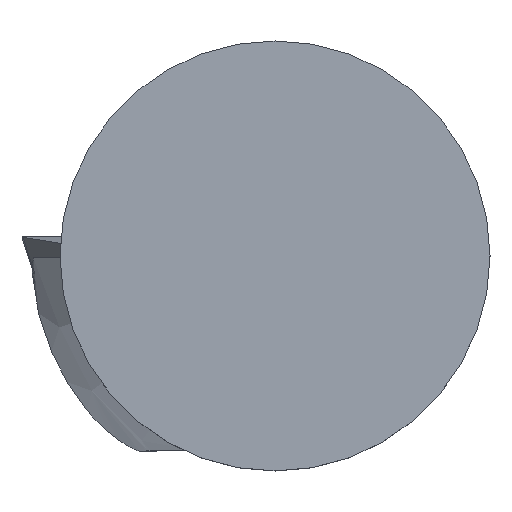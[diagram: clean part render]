
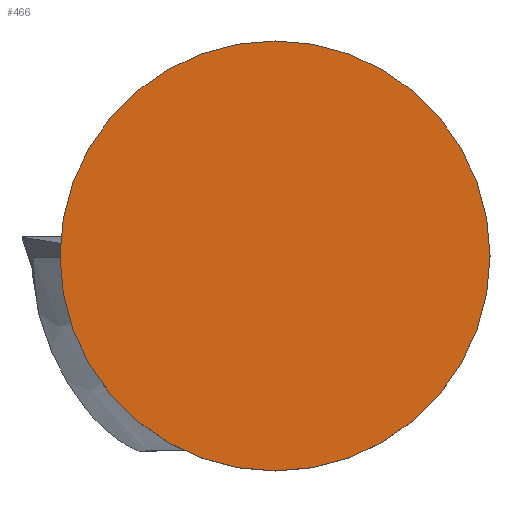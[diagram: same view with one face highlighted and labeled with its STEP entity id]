
A CAD part, top view. The second image highlights one B-rep face of the part: STEP entity #466.
In plain terms, the highlighted planar face has unit normal (0, 0, 1).
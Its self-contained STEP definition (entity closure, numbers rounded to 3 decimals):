
#180=EDGE_CURVE('240[2]',#527,#527,#528,.T.);
#466=ADVANCED_FACE('240[2]',(#925),#926,.T.);
#527=VERTEX_POINT('',#988);
#528=CIRCLE('',#989,5.0);
#925=FACE_OUTER_BOUND('',#1697,.T.);
#926=PLANE('',#1698);
#988=CARTESIAN_POINT('',(5.0,0.,0.0));
#989=AXIS2_PLACEMENT_3D('',#1778,#1779,#1780);
#1697=EDGE_LOOP('',(#2206));
#1698=AXIS2_PLACEMENT_3D('',#2207,#2208,#2209);
#1778=CARTESIAN_POINT('',(0.0,0.0,0.0));
#1779=DIRECTION('',(0.0,0.0,-1.0));
#1780=DIRECTION('',(-1.0,0.,0.0));
#2206=ORIENTED_EDGE('',*,*,#180,.F.);
#2207=CARTESIAN_POINT('',(0.0,0.0,0.0));
#2208=DIRECTION('',(0.0,0.0,1.0));
#2209=DIRECTION('',(-1.0,0.,0.0));
